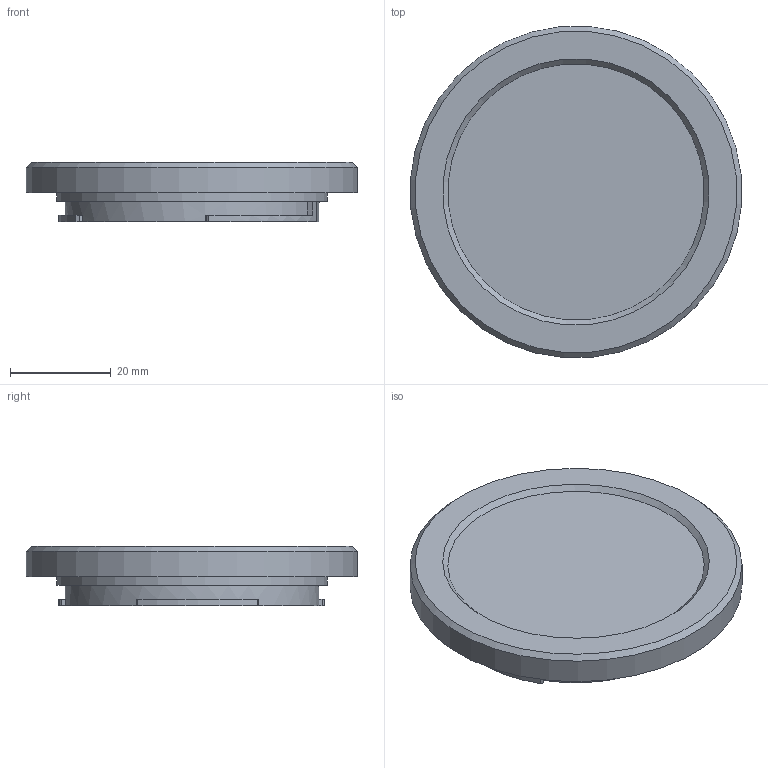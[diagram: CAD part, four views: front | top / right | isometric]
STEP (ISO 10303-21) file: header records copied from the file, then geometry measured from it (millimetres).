
FILE_DESCRIPTION(/* description */ (''),/* implementation_level */ '2;1');
FILE_NAME(/* name */ 'baseBodyCap_canonEF',/* time_stamp */ '2023-12-05T13:06:29-05:00',/* author */ ('George Moua'),/* organization */ ('Archive 663'),/* preprocessor_version */ 'ST-DEVELOPER v16.7',/* originating_system */ 'Solid Edge',/* authorisation */ 'Unknown');
FILE_SCHEMA (('AUTOMOTIVE_DESIGN {1 0 10303 214 3 1 1}'));
Length unit declared in the file: millimetre
Products named in the file (3): mountLensBase; mountLensBase_canonEF_oa_0; baseBodyCap_canonEF
Assembly tree (2 placements, depth 3):
  mountLensBase
    mountLensBase_canonEF_oa_0
      baseBodyCap_canonEF
Bounding box: 65.81 x 65.81 x 11.75 mm (x, y, z)
Volume: 10756.8 mm3; surface area: 12128.9 mm2
Topology: 1 solids, 1 shells, 34 faces, 81 edges, 55 vertices
Faces by surface type: plane 23, cylinder 9, cone 2
Full cylindrical faces by diameter (mm): 48 x1, 54 x1, 56.5 x1, 62 x1, 66 x1
Entity records: 993 total; most frequent: DIRECTION 171, CARTESIAN_POINT 158, ORIENTED_EDGE 140, EDGE_CURVE 70, AXIS2_PLACEMENT_3D 64, VERTEX_POINT 51, EDGE_LOOP 47, FACE_BOUND 47
